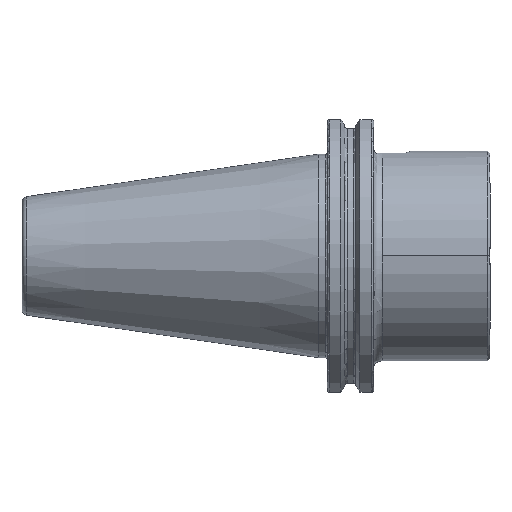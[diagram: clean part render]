
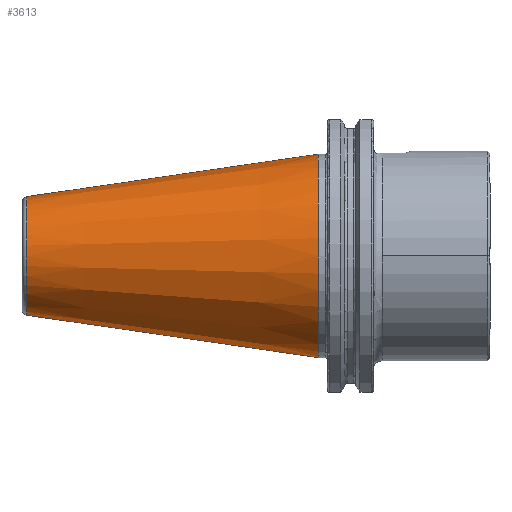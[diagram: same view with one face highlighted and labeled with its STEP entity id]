
A CAD part, front view. The second image highlights one B-rep face of the part: STEP entity #3613.
In plain terms, the highlighted conical face has half-angle 8.297 degrees and reference radius 34.925 mm.
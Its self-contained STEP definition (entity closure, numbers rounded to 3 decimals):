
#1 = VERTEX_POINT ( 'NONE', #1920 ) ;
#139 = EDGE_CURVE ( 'NONE', #1204, #5678, #2505, .T. ) ;
#187 = CARTESIAN_POINT ( 'NONE',  ( 0., 0., 0. ) ) ;
#332 = CARTESIAN_POINT ( 'NONE',  ( 0., 0., -34.925 ) ) ;
#379 = AXIS2_PLACEMENT_3D ( 'NONE', #4028, #1210, #797 ) ;
#388 = DIRECTION ( 'NONE',  ( 0., 0., 1. ) ) ;
#512 = CARTESIAN_POINT ( 'NONE',  ( -99.889, 0., 0. ) ) ;
#624 = ORIENTED_EDGE ( 'NONE', *, *, #1970, .F. ) ;
#703 = ORIENTED_EDGE ( 'NONE', *, *, #5850, .F. ) ;
#737 = EDGE_CURVE ( 'NONE', #2275, #1204, #3313, .T. ) ;
#781 = ORIENTED_EDGE ( 'NONE', *, *, #737, .T. ) ;
#797 = DIRECTION ( 'NONE',  ( 0., 0., -1. ) ) ;
#852 = ORIENTED_EDGE ( 'NONE', *, *, #139, .T. ) ;
#991 = DIRECTION ( 'NONE',  ( 0., 0., 1. ) ) ;
#1058 = CIRCLE ( 'NONE', #3799, 20.358 ) ;
#1204 = VERTEX_POINT ( 'NONE', #3653 ) ;
#1210 = DIRECTION ( 'NONE',  ( 1., 0., 0. ) ) ;
#1305 = EDGE_LOOP ( 'NONE', ( #624, #703, #781, #852 ) ) ;
#1594 = DIRECTION ( 'NONE',  ( -1., 0., 0. ) ) ;
#1859 = DIRECTION ( 'NONE',  ( 0.99, 0., -0.144 ) ) ;
#1920 = CARTESIAN_POINT ( 'NONE',  ( -99.889, 0., 20.358 ) ) ;
#1970 = EDGE_CURVE ( 'NONE', #1, #5678, #3886, .T. ) ;
#1973 = VECTOR ( 'NONE', #1859, 1000. ) ;
#2275 = VERTEX_POINT ( 'NONE', #2795 ) ;
#2505 = CIRCLE ( 'NONE', #3712, 34.925 ) ;
#2611 = CARTESIAN_POINT ( 'NONE',  ( 0., 0., 34.925 ) ) ;
#2691 = VECTOR ( 'NONE', #3617, 1000. ) ;
#2795 = CARTESIAN_POINT ( 'NONE',  ( -99.889, 0., -20.358 ) ) ;
#3313 = LINE ( 'NONE', #332, #1973 ) ;
#3613 = ADVANCED_FACE ( 'NONE', ( #5894 ), #4598, .T. ) ;
#3617 = DIRECTION ( 'NONE',  ( 0.99, 0., 0.144 ) ) ;
#3653 = CARTESIAN_POINT ( 'NONE',  ( 0., 0., -34.925 ) ) ;
#3712 = AXIS2_PLACEMENT_3D ( 'NONE', #187, #1594, #388 ) ;
#3741 = DIRECTION ( 'NONE',  ( -1., 0., 0. ) ) ;
#3799 = AXIS2_PLACEMENT_3D ( 'NONE', #512, #3741, #991 ) ;
#3834 = CARTESIAN_POINT ( 'NONE',  ( 0., 0., 34.925 ) ) ;
#3886 = LINE ( 'NONE', #3834, #2691 ) ;
#4028 = CARTESIAN_POINT ( 'NONE',  ( 0., 0., 0. ) ) ;
#4598 = CONICAL_SURFACE ( 'NONE', #379, 34.925, 0.145 ) ;
#5678 = VERTEX_POINT ( 'NONE', #2611 ) ;
#5850 = EDGE_CURVE ( 'NONE', #2275, #1, #1058, .T. ) ;
#5894 = FACE_OUTER_BOUND ( 'NONE', #1305, .T. ) ;
